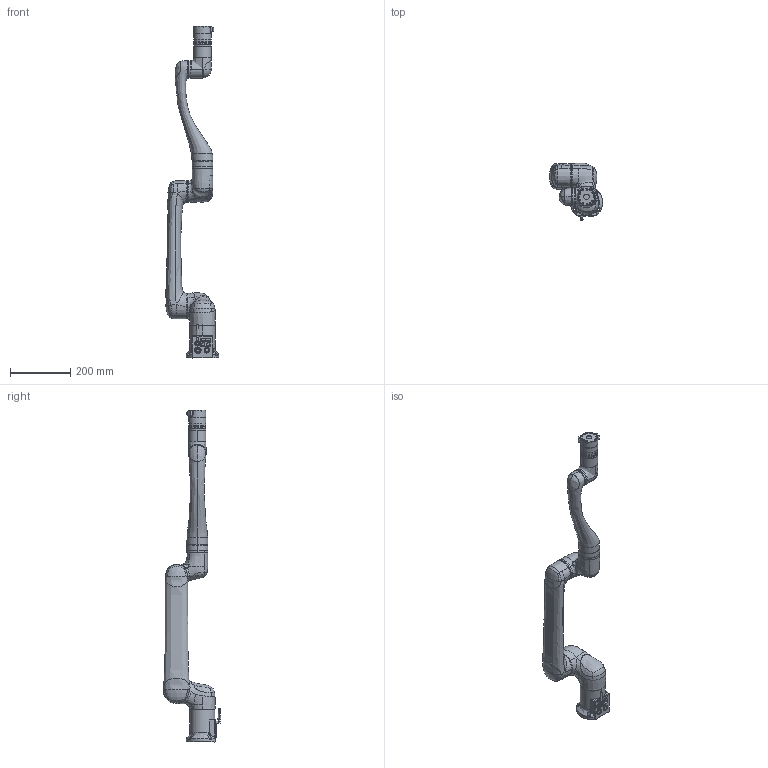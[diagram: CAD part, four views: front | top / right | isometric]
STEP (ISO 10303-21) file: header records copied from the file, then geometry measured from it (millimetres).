
FILE_DESCRIPTION (( 'STEP AP214' ), '1' );
FILE_NAME ('63-6F儂迮旋蚾饜.STEP', '2022-11-24T06:40:31', ( '' ), ( '' ), 'SwSTEP 2.0', 'SolidWorks 2018', '' );
FILE_SCHEMA (( 'AUTOMOTIVE_DESIGN' ));
Length unit declared in the file: millimetre
Products named in the file (8): 63蟀裝3; 63蟀裝4; 63蟀裝5; 63-6F儂迮旋蚾饜; 63蟀裝1; 63蟀裝6; 63蟀裝2; 鞠峎薯6F-郔陔唳
Assembly tree (7 placements, depth 2):
  63-6F儂迮旋蚾饜
    63蟀裝1
    63蟀裝2
    63蟀裝3
    63蟀裝4
    63蟀裝6
    63蟀裝5
    鞠峎薯6F-郔陔唳
Bounding box: 176.61 x 191.36 x 1100.5 mm (x, y, z)
Volume: 4757361 mm3; surface area: 469991.3 mm2
Topology: 17 solids, 18 shells, 737 faces, 1744 edges, 1101 vertices
Faces by surface type: plane 278, cylinder 245, bspline 154, cone 35, torus 19, sphere 6
Entity records: 54353 total; most frequent: CARTESIAN_POINT 38364, ORIENTED_EDGE 3392, DIRECTION 2806, EDGE_CURVE 1696, VERTEX_POINT 1089, AXIS2_PLACEMENT_3D 1069, EDGE_LOOP 833, ADVANCED_FACE 733
